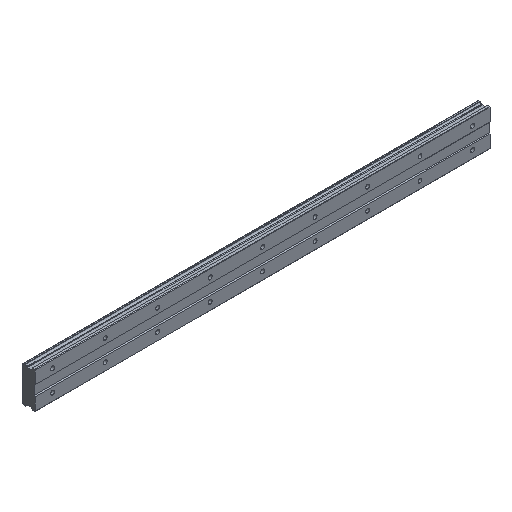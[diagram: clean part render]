
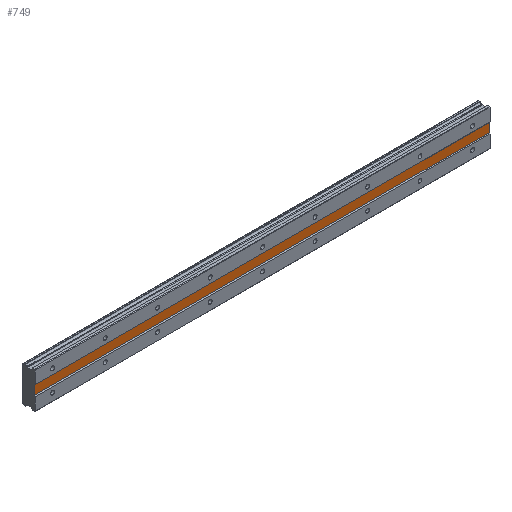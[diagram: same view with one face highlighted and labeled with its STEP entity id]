
A CAD part, isometric view. The second image highlights one B-rep face of the part: STEP entity #749.
In plain terms, the highlighted planar face has unit normal (0, -1, 0).
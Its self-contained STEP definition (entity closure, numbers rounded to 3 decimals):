
#56 = EDGE_LOOP ( 'NONE', ( #3231, #2078, #330, #577 ) ) ;
#78 = CARTESIAN_POINT ( 'NONE',  ( 500., 1., 5. ) ) ;
#330 = ORIENTED_EDGE ( 'NONE', *, *, #1240, .F. ) ;
#375 = VECTOR ( 'NONE', #1253, 1000. ) ;
#495 = DIRECTION ( 'NONE',  ( 0., 0., 1. ) ) ;
#539 = LINE ( 'NONE', #1207, #2997 ) ;
#545 = CARTESIAN_POINT ( 'NONE',  ( 500., 1., 5. ) ) ;
#577 = ORIENTED_EDGE ( 'NONE', *, *, #2152, .T. ) ;
#591 = VERTEX_POINT ( 'NONE', #78 ) ;
#618 = CARTESIAN_POINT ( 'NONE',  ( 500., 1., 20.827 ) ) ;
#654 = LINE ( 'NONE', #674, #375 ) ;
#674 = CARTESIAN_POINT ( 'NONE',  ( 500., 1., 5. ) ) ;
#749 = ADVANCED_FACE ( 'NONE', ( #2015 ), #3229, .F. ) ;
#895 = AXIS2_PLACEMENT_3D ( 'NONE', #545, #3250, #495 ) ;
#995 = LINE ( 'NONE', #618, #3015 ) ;
#1063 = VERTEX_POINT ( 'NONE', #2454 ) ;
#1171 = EDGE_CURVE ( 'NONE', #1063, #2867, #539, .T. ) ;
#1207 = CARTESIAN_POINT ( 'NONE',  ( 500., 1., -5. ) ) ;
#1223 = LINE ( 'NONE', #2449, #2753 ) ;
#1240 = EDGE_CURVE ( 'NONE', #3775, #591, #654, .T. ) ;
#1253 = DIRECTION ( 'NONE',  ( 1., 0., 0. ) ) ;
#1527 = DIRECTION ( 'NONE',  ( 1., 0., 0. ) ) ;
#2015 = FACE_OUTER_BOUND ( 'NONE', #56, .T. ) ;
#2078 = ORIENTED_EDGE ( 'NONE', *, *, #2660, .F. ) ;
#2152 = EDGE_CURVE ( 'NONE', #3775, #1063, #1223, .T. ) ;
#2330 = CARTESIAN_POINT ( 'NONE',  ( 500., 1., -5. ) ) ;
#2449 = CARTESIAN_POINT ( 'NONE',  ( -20., 1., 20.827 ) ) ;
#2454 = CARTESIAN_POINT ( 'NONE',  ( -20., 1., -5. ) ) ;
#2660 = EDGE_CURVE ( 'NONE', #591, #2867, #995, .T. ) ;
#2753 = VECTOR ( 'NONE', #3676, 1000. ) ;
#2867 = VERTEX_POINT ( 'NONE', #2330 ) ;
#2967 = CARTESIAN_POINT ( 'NONE',  ( -20., 1., 5. ) ) ;
#2997 = VECTOR ( 'NONE', #1527, 1000. ) ;
#3015 = VECTOR ( 'NONE', #3110, 1000. ) ;
#3110 = DIRECTION ( 'NONE',  ( 0., 0., -1. ) ) ;
#3229 = PLANE ( 'NONE',  #895 ) ;
#3231 = ORIENTED_EDGE ( 'NONE', *, *, #1171, .T. ) ;
#3250 = DIRECTION ( 'NONE',  ( 0., 1., 0. ) ) ;
#3676 = DIRECTION ( 'NONE',  ( 0., 0., -1. ) ) ;
#3775 = VERTEX_POINT ( 'NONE', #2967 ) ;
